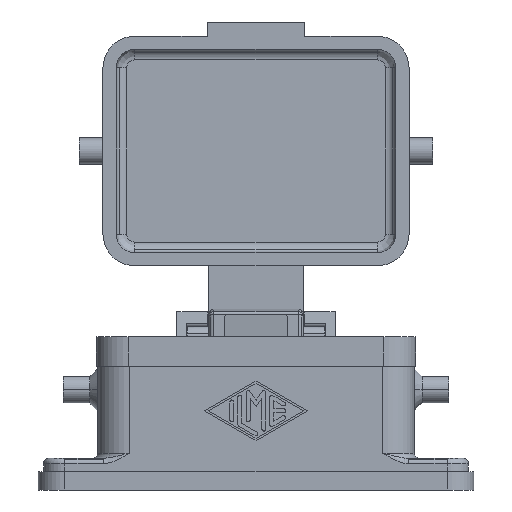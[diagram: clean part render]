
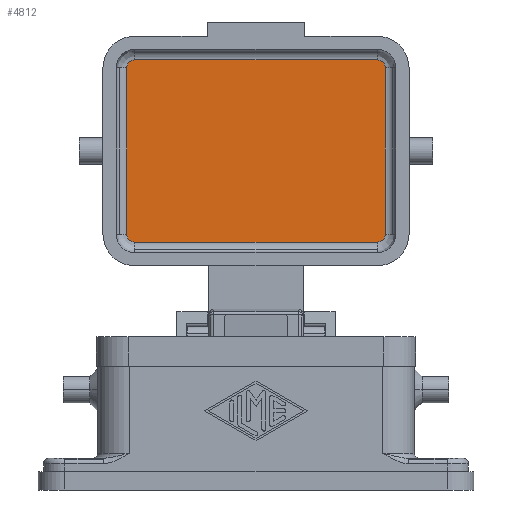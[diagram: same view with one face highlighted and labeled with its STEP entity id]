
A CAD part, front view. The second image highlights one B-rep face of the part: STEP entity #4812.
In plain terms, the highlighted planar face has unit normal (0, -1, 0).
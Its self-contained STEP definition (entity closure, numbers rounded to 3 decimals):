
#3088=CARTESIAN_POINT('',(24.5,44.25,80.));
#3089=VERTEX_POINT('',#3088);
#3097=CARTESIAN_POINT('',(24.5,44.25,48.5));
#3098=VERTEX_POINT('',#3097);
#3099=CARTESIAN_POINT('',(24.5,44.25,80.));
#3100=DIRECTION('',(0.0,0.0,-1.0));
#3101=VECTOR('',#3100,31.5);
#3102=LINE('',#3099,#3101);
#3103=EDGE_CURVE('',#3089,#3098,#3102,.T.);
#3130=CARTESIAN_POINT('',(23.0,44.25,47.));
#3131=VERTEX_POINT('',#3130);
#3139=CARTESIAN_POINT('',(-23.0,44.25,47.));
#3140=VERTEX_POINT('',#3139);
#3141=CARTESIAN_POINT('',(23.0,44.25,47.));
#3142=DIRECTION('',(-1.0,0.0,0.0));
#3143=VECTOR('',#3142,46.0);
#3144=LINE('',#3141,#3143);
#3145=EDGE_CURVE('',#3131,#3140,#3144,.T.);
#3172=CARTESIAN_POINT('',(-23.0,44.25,81.5));
#3173=VERTEX_POINT('',#3172);
#3181=CARTESIAN_POINT('',(23.0,44.25,81.5));
#3182=VERTEX_POINT('',#3181);
#3183=CARTESIAN_POINT('',(-23.0,44.25,81.5));
#3184=DIRECTION('',(1.0,0.0,0.0));
#3185=VECTOR('',#3184,46.0);
#3186=LINE('',#3183,#3185);
#3187=EDGE_CURVE('',#3173,#3182,#3186,.T.);
#3214=CARTESIAN_POINT('',(-24.5,44.25,48.5));
#3215=VERTEX_POINT('',#3214);
#3223=CARTESIAN_POINT('',(-24.5,44.25,80.));
#3224=VERTEX_POINT('',#3223);
#3225=CARTESIAN_POINT('',(-24.5,44.25,48.5));
#3226=DIRECTION('',(0.0,0.0,1.0));
#3227=VECTOR('',#3226,31.5);
#3228=LINE('',#3225,#3227);
#3229=EDGE_CURVE('',#3215,#3224,#3228,.T.);
#4327=CARTESIAN_POINT('',(-23.,44.25,80.0));
#4328=DIRECTION('',(0.,1.,0.));
#4329=DIRECTION('',(-0.707,0.,0.707));
#4330=AXIS2_PLACEMENT_3D('',#4327,#4328,#4329);
#4331=CIRCLE('',#4330,1.5);
#4332=EDGE_CURVE('',#3224,#3173,#4331,.T.);
#4467=CARTESIAN_POINT('',(-23.,44.25,48.5));
#4468=DIRECTION('',(0.,1.,0.));
#4469=DIRECTION('',(-0.707,0.,-0.707));
#4470=AXIS2_PLACEMENT_3D('',#4467,#4468,#4469);
#4471=CIRCLE('',#4470,1.5);
#4472=EDGE_CURVE('',#3140,#3215,#4471,.T.);
#4558=CARTESIAN_POINT('',(23.,44.25,80.0));
#4559=DIRECTION('',(0.,1.,0.));
#4560=DIRECTION('',(0.707,0.,0.707));
#4561=AXIS2_PLACEMENT_3D('',#4558,#4559,#4560);
#4562=CIRCLE('',#4561,1.5);
#4563=EDGE_CURVE('',#3182,#3089,#4562,.T.);
#4681=CARTESIAN_POINT('',(23.0,44.25,48.5));
#4682=DIRECTION('',(0.,1.0,0.));
#4683=DIRECTION('',(0.707,0.,-0.707));
#4684=AXIS2_PLACEMENT_3D('',#4681,#4682,#4683);
#4685=CIRCLE('',#4684,1.5);
#4686=EDGE_CURVE('',#3098,#3131,#4685,.T.);
#4797=CARTESIAN_POINT('',(0.,44.25,64.25));
#4798=DIRECTION('',(0.0,1.0,0.0));
#4799=DIRECTION('',(0.0,0.0,1.0));
#4800=AXIS2_PLACEMENT_3D('',#4797,#4798,#4799);
#4801=PLANE('',#4800);
#4802=ORIENTED_EDGE('',*,*,#4332,.F.);
#4803=ORIENTED_EDGE('',*,*,#3229,.F.);
#4804=ORIENTED_EDGE('',*,*,#4472,.F.);
#4805=ORIENTED_EDGE('',*,*,#3145,.F.);
#4806=ORIENTED_EDGE('',*,*,#4686,.F.);
#4807=ORIENTED_EDGE('',*,*,#3103,.F.);
#4808=ORIENTED_EDGE('',*,*,#4563,.F.);
#4809=ORIENTED_EDGE('',*,*,#3187,.F.);
#4810=EDGE_LOOP('',(#4802,#4803,#4804,#4805,#4806,#4807,#4808,#4809));
#4811=FACE_OUTER_BOUND('',#4810,.T.);
#4812=ADVANCED_FACE('',(#4811),#4801,.F.);
